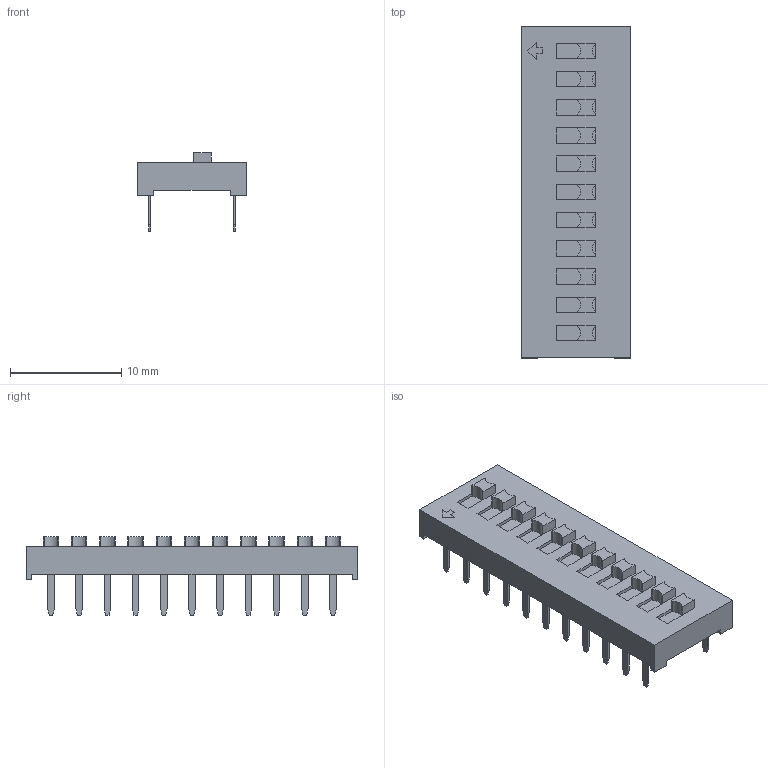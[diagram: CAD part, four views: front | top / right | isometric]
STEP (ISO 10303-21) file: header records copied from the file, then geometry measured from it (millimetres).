
FILE_DESCRIPTION(/* description */ ('model of SW_DIP_x11_W7.62mm_Slide_LowProfile'),/* implementation_level */ '2;1');
FILE_NAME(/* name */ 'SW_DIP_x11_W7.62mm_Slide_LowProfile.step',/* time_stamp */ '2017-11-30T08:01:26',/* author */ ('Terje Io','https://github.com/terjeio'),/* organization */ ('FreeCAD'),/* preprocessor_version */ 'OCC',/* originating_system */ 'kicad StepUp',/* authorisation */ '');
FILE_SCHEMA(('AUTOMOTIVE_DESIGN_CC2 { 1 2 10303 214 -1 1 5 4 }'));
Length unit declared in the file: millimetre
Products named in the file (1): SW_DIP_x11_W762mm_Slide_LowProfile
Bounding box: 9.9 x 29.89 x 7.1 mm (x, y, z)
Volume: 758.6 mm3; surface area: 1016.6 mm2
Topology: 1 solids, 1 shells, 338 faces, 869 edges, 567 vertices
Faces by surface type: plane 316, cylinder 22
Entity records: 6525 total; most frequent: ORIENTED_EDGE 1454, EDGE_CURVE 869, CARTESIAN_POINT 732, LINE 696, VERTEX_POINT 567, FACE_BOUND 372, EDGE_LOOP 372, AXIS2_PLACEMENT_3D 345
